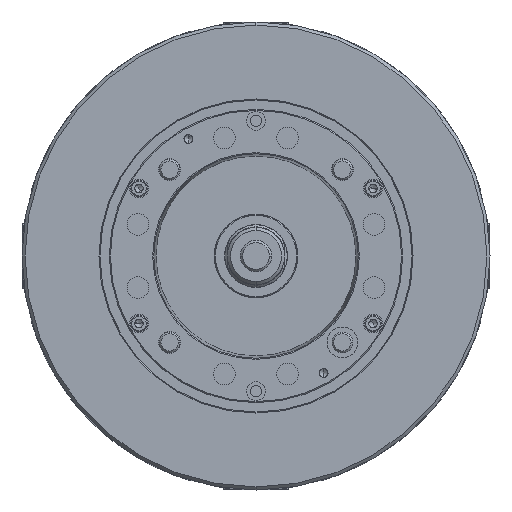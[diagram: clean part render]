
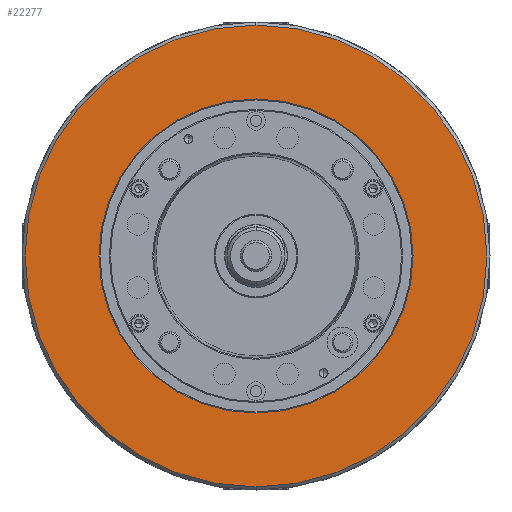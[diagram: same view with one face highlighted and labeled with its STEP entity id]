
A CAD part, left-side view. The second image highlights one B-rep face of the part: STEP entity #22277.
In plain terms, the highlighted planar face has unit normal (-1, 0, 0).
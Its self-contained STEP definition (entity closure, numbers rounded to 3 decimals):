
#2323 = AXIS2_PLACEMENT_3D ( 'NONE', #9566, #49611, #15353 ) ;
#3228 = CARTESIAN_POINT ( 'NONE',  ( -116., 0., 222. ) ) ;
#5114 = AXIS2_PLACEMENT_3D ( 'NONE', #16955, #16223, #14949 ) ;
#6538 = EDGE_LOOP ( 'NONE', ( #56109, #30524 ) ) ;
#9566 = CARTESIAN_POINT ( 'NONE',  ( -116., 0., 0. ) ) ;
#10491 = CARTESIAN_POINT ( 'NONE',  ( -116., 0., -222. ) ) ;
#12500 = CIRCLE ( 'NONE', #5114, 151. ) ;
#14949 = DIRECTION ( 'NONE',  ( 0., 0., -1. ) ) ;
#15353 = DIRECTION ( 'NONE',  ( 0., 0., -1. ) ) ;
#16223 = DIRECTION ( 'NONE',  ( 1., 0., 0. ) ) ;
#16955 = CARTESIAN_POINT ( 'NONE',  ( -116., 0., 0. ) ) ;
#16983 = VERTEX_POINT ( 'NONE', #44495 ) ;
#19861 = EDGE_CURVE ( 'NONE', #16983, #43201, #12500, .T. ) ;
#21625 = EDGE_CURVE ( 'NONE', #43201, #16983, #57815, .T. ) ;
#22277 = ADVANCED_FACE ( 'NONE', ( #28188, #73741 ), #63684, .T. ) ;
#28188 = FACE_BOUND ( 'NONE', #55211, .T. ) ;
#30524 = ORIENTED_EDGE ( 'NONE', *, *, #54701, .F. ) ;
#33515 = AXIS2_PLACEMENT_3D ( 'NONE', #45216, #45027, #44852 ) ;
#37749 = AXIS2_PLACEMENT_3D ( 'NONE', #45230, #45160, #45063 ) ;
#40658 = VERTEX_POINT ( 'NONE', #10491 ) ;
#43201 = VERTEX_POINT ( 'NONE', #47466 ) ;
#44495 = CARTESIAN_POINT ( 'NONE',  ( -116., 0., 151. ) ) ;
#44852 = DIRECTION ( 'NONE',  ( 0., 0., -1. ) ) ;
#45027 = DIRECTION ( 'NONE',  ( 1., 0., 0. ) ) ;
#45063 = DIRECTION ( 'NONE',  ( 0., 0., -1. ) ) ;
#45160 = DIRECTION ( 'NONE',  ( 1., 0., 0. ) ) ;
#45216 = CARTESIAN_POINT ( 'NONE',  ( -116., 0., 0. ) ) ;
#45230 = CARTESIAN_POINT ( 'NONE',  ( -116., 0., 0. ) ) ;
#45652 = EDGE_CURVE ( 'NONE', #40658, #47600, #57007, .T. ) ;
#47466 = CARTESIAN_POINT ( 'NONE',  ( -116., 0., -151. ) ) ;
#47600 = VERTEX_POINT ( 'NONE', #3228 ) ;
#49611 = DIRECTION ( 'NONE',  ( 1., 0., 0. ) ) ;
#54701 = EDGE_CURVE ( 'NONE', #47600, #40658, #65043, .T. ) ;
#55211 = EDGE_LOOP ( 'NONE', ( #63188, #64384 ) ) ;
#56109 = ORIENTED_EDGE ( 'NONE', *, *, #45652, .F. ) ;
#57007 = CIRCLE ( 'NONE', #37749, 222. ) ;
#57815 = CIRCLE ( 'NONE', #33515, 151. ) ;
#62844 = DIRECTION ( 'NONE',  ( 0., 0., 1. ) ) ;
#62935 = DIRECTION ( 'NONE',  ( -1., 0., 0. ) ) ;
#63188 = ORIENTED_EDGE ( 'NONE', *, *, #19861, .T. ) ;
#63341 = CARTESIAN_POINT ( 'NONE',  ( -116., 163., 0. ) ) ;
#63684 = PLANE ( 'NONE',  #68908 ) ;
#64384 = ORIENTED_EDGE ( 'NONE', *, *, #21625, .T. ) ;
#65043 = CIRCLE ( 'NONE', #2323, 222. ) ;
#68908 = AXIS2_PLACEMENT_3D ( 'NONE', #63341, #62935, #62844 ) ;
#73741 = FACE_OUTER_BOUND ( 'NONE', #6538, .T. ) ;
